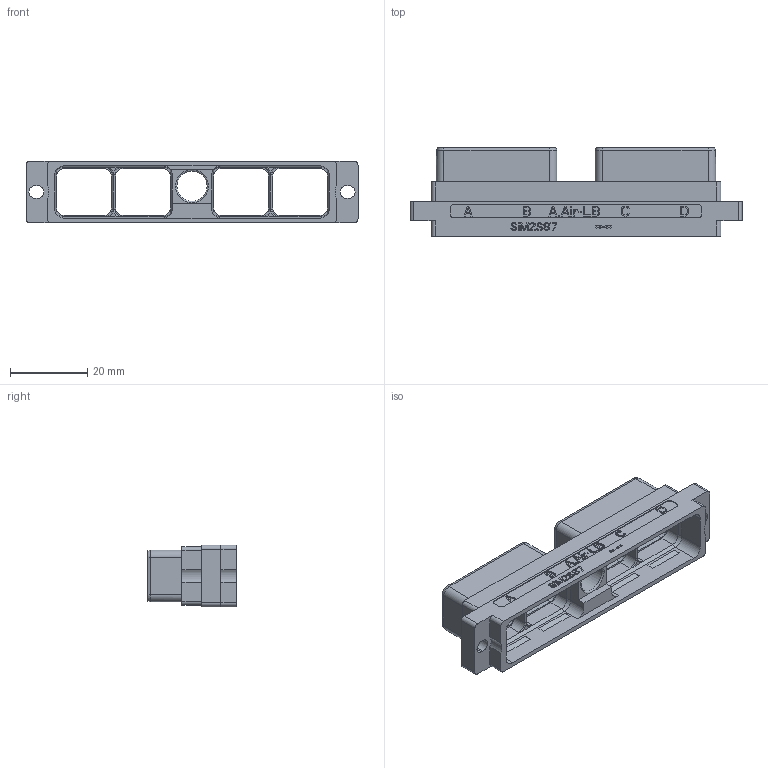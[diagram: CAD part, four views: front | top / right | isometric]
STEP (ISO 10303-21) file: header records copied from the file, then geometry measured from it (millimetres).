
FILE_DESCRIPTION((''),'2;1');
FILE_NAME('SIM2S87','2019-09-17T',('presta_be4'),(''),'PRO/ENGINEER BY PARAMETRIC TECHNOLOGY CORPORATION, 2014310','PRO/ENGINEER BY PARAMETRIC TECHNOLOGY CORPORATION, 2014310','');
FILE_SCHEMA(('CONFIG_CONTROL_DESIGN'));
Length unit declared in the file: millimetre
Products named in the file (1): SIM2S87
Bounding box: 85.86 x 22.96 x 15.9 mm (x, y, z)
Volume: 6482.4 mm3; surface area: 10103.9 mm2
Topology: 1 solids, 1 shells, 1069 faces, 2948 edges, 1934 vertices
Faces by surface type: plane 931, cylinder 80, cone 28, torus 26, bspline 4
Entity records: 33732 total; most frequent: CARTESIAN_POINT 6294, ORIENTED_EDGE 5896, DIRECTION 5272, EDGE_CURVE 2948, VECTOR 2696, LINE 2696, VERTEX_POINT 1934, AXIS2_PLACEMENT_3D 1288
